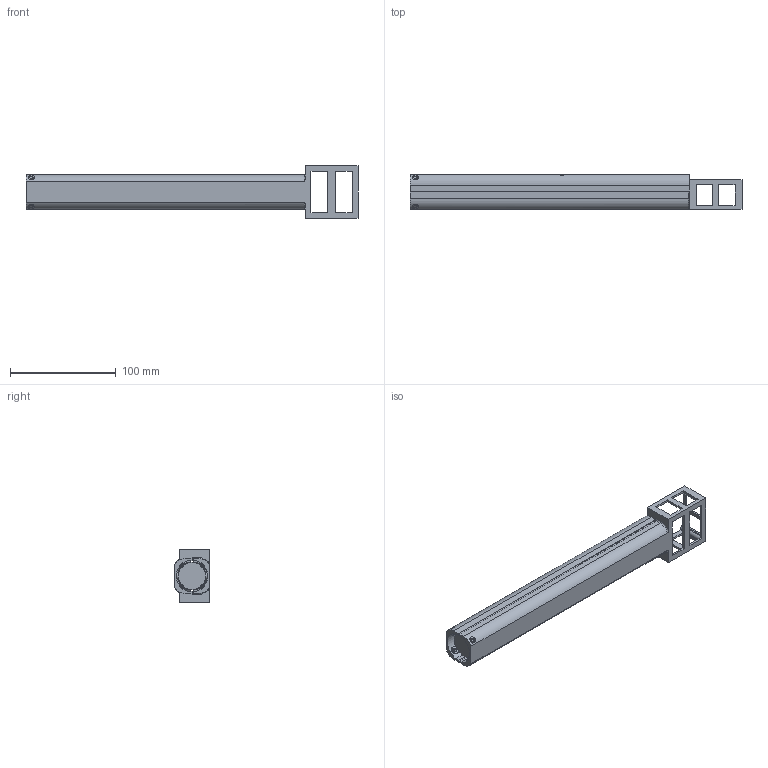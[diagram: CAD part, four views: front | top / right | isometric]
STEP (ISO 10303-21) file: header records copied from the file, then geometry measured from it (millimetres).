
FILE_DESCRIPTION (( 'STEP AP214' ), '1' );
FILE_NAME ('武器把手20240309.STEP', '2024-03-12T09:05:36', ( '' ), ( '' ), 'SwSTEP 2.0', 'SolidWorks 2020', '' );
FILE_SCHEMA (( 'AUTOMOTIVE_DESIGN' ));
Length unit declared in the file: millimetre
Products named in the file (12): C-FBPJ5-20P.stp; 零件1; 預埋螺母_M4; C-FBPJ5-20P_b.stp; C-FBPJ5-20P_ba.stp; 磁吸接點; socket head cap screw_am_B18.3.1M - 3 x 0.5 x 16 Hex SHCS -- 16NHX; 26650; 武器把手20240309
Assembly tree (23 placements, depth 3):
  武器把手20240309
    零件1
    26650  x2
    磁吸接點  x2
    C-FBPJ5-20P.stp
      C-FBPJ5-20P_b.stp
      C-FBPJ5-20P_ba.stp
    C-FBPJ5-20P.stp
      C-FBPJ5-20P_b.stp
      C-FBPJ5-20P_ba.stp
    C-FBPJ5-20P.stp
      C-FBPJ5-20P_b.stp
      C-FBPJ5-20P_ba.stp
    C-FBPJ5-20P.stp
      C-FBPJ5-20P_b.stp
      C-FBPJ5-20P_ba.stp
    預埋螺母_M4  x4
    socket head cap screw_am_B18.3.1M - 3 x 0.5 x 16 Hex SHCS -- 16NHX  x2
Bounding box: 314 x 33 x 50 mm (x, y, z)
Volume: 144992 mm3; surface area: 91567.9 mm2
Topology: 20 solids, 20 shells, 513 faces, 1281 edges, 828 vertices
Faces by surface type: plane 278, cylinder 183, cone 28, sphere 16, torus 8
Entity records: 11824 total; most frequent: CARTESIAN_POINT 2760, DIRECTION 1827, ORIENTED_EDGE 1754, EDGE_CURVE 877, AXIS2_PLACEMENT_3D 630, VERTEX_POINT 575, LINE 567, VECTOR 567
